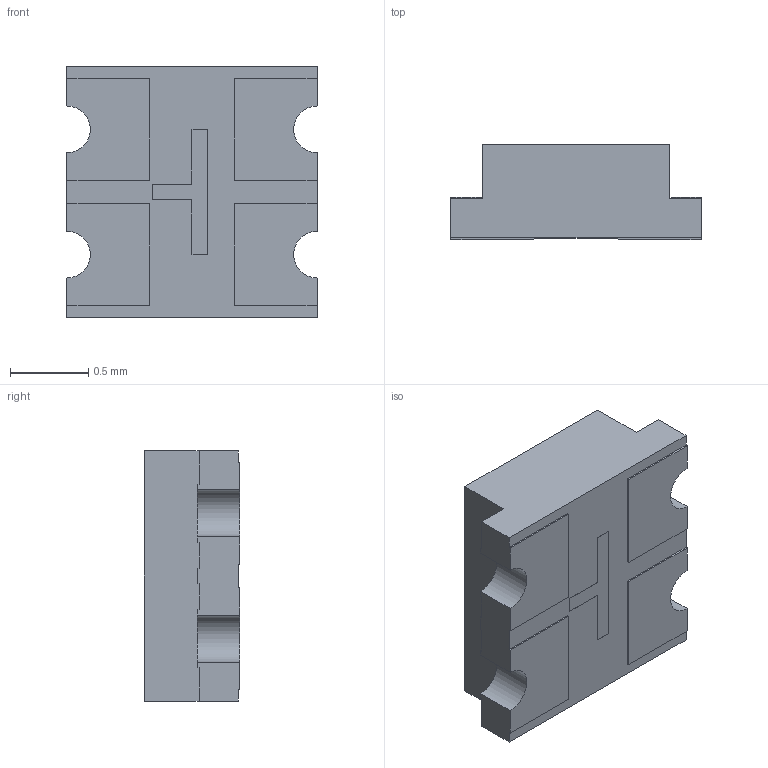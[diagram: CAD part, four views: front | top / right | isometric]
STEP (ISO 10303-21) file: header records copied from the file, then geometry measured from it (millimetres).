
FILE_DESCRIPTION (( 'STEP AP203' ), '1' );
FILE_NAME ('LSM06064802233VNTR.STEP', '2022-07-26T18:56:06', ( '' ), ( '' ), 'SwSTEP 2.0', 'SolidWorks 2021', '' );
FILE_SCHEMA (( 'CONFIG_CONTROL_DESIGN' ));
Length unit declared in the file: millimetre
Products named in the file (1): LSM06064802233VNTR
Bounding box: 1.6 x 0.61 x 1.6 mm (x, y, z)
Volume: 1.3 mm3; surface area: 8.7 mm2
Topology: 1 solids, 1 shells, 55 faces, 156 edges, 104 vertices
Faces by surface type: plane 47, cylinder 8
Entity records: 1843 total; most frequent: CARTESIAN_POINT 316, ORIENTED_EDGE 312, DIRECTION 284, EDGE_CURVE 156, LINE 140, VECTOR 140, VERTEX_POINT 104, AXIS2_PLACEMENT_3D 72
